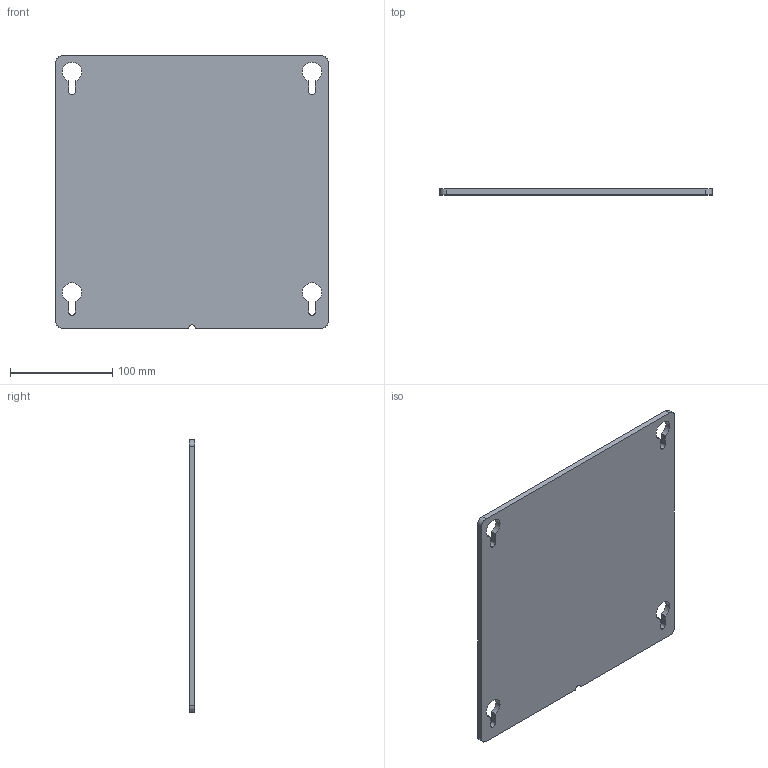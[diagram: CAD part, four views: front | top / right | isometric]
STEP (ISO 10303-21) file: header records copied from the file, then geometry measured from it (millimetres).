
FILE_DESCRIPTION (( 'STEP AP214' ), '1' );
FILE_NAME ('am-4939_idpc AprilTag Vision Target Plate.STEP', '2022-12-21T19:27:07', ( '' ), ( '' ), 'SwSTEP 2.0', 'SolidWorks 2022', '' );
FILE_SCHEMA (( 'AUTOMOTIVE_DESIGN' ));
Length unit declared in the file: inch
Products named in the file (1): am-4939_idpc AprilTag Vision Target Plate
Bounding box: 266.7 x 5.59 x 266.7 mm (x, y, z)
Volume: 389011.3 mm3; surface area: 147011.3 mm2
Topology: 1 solids, 1 shells, 38 faces, 108 edges, 72 vertices
Faces by surface type: cylinder 23, plane 15
Entity records: 1314 total; most frequent: DIRECTION 232, CARTESIAN_POINT 219, ORIENTED_EDGE 216, EDGE_CURVE 108, AXIS2_PLACEMENT_3D 85, VERTEX_POINT 72, LINE 62, VECTOR 62
